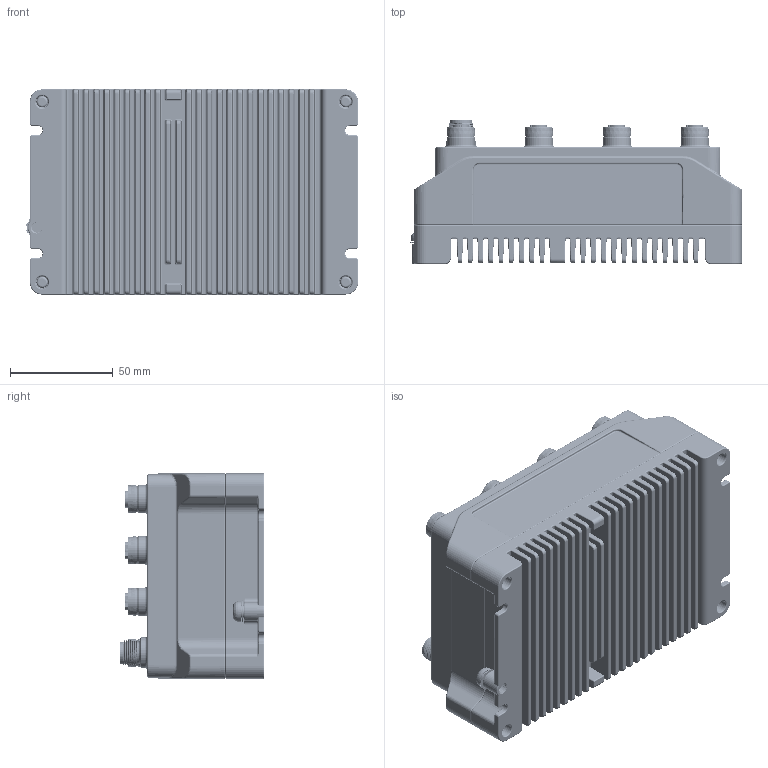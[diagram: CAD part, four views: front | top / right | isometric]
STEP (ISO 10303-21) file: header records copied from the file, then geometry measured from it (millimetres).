
FILE_DESCRIPTION (( 'STEP AP214' ), '1' );
FILE_NAME ('EKI-9508E-MW-B(SETP).STEP', '2024-11-15T04:43:11', ( '' ), ( '' ), 'SwSTEP 2.0', 'SolidWorks 2022', '' );
FILE_SCHEMA (( 'AUTOMOTIVE_DESIGN' ));
Products named in the file (1): EKI-9508E-MW-B(SETP)
Bounding box: 161.84 x 70.48 x 100 mm (x, y, z)
Volume: 727815.3 mm3; surface area: 154685.1 mm2
Topology: 1 solids, 80 shells, 8087 faces, 20849 edges, 13390 vertices
Faces by surface type: plane 4198, cylinder 1650, bspline 1397, torus 473, cone 359, sphere 10
Entity records: 272864 total; most frequent: CARTESIAN_POINT 85121, ORIENTED_EDGE 41598, DIRECTION 34593, EDGE_CURVE 20799, VERTEX_POINT 13386, VECTOR 12377, LINE 12377, AXIS2_PLACEMENT_3D 11108
